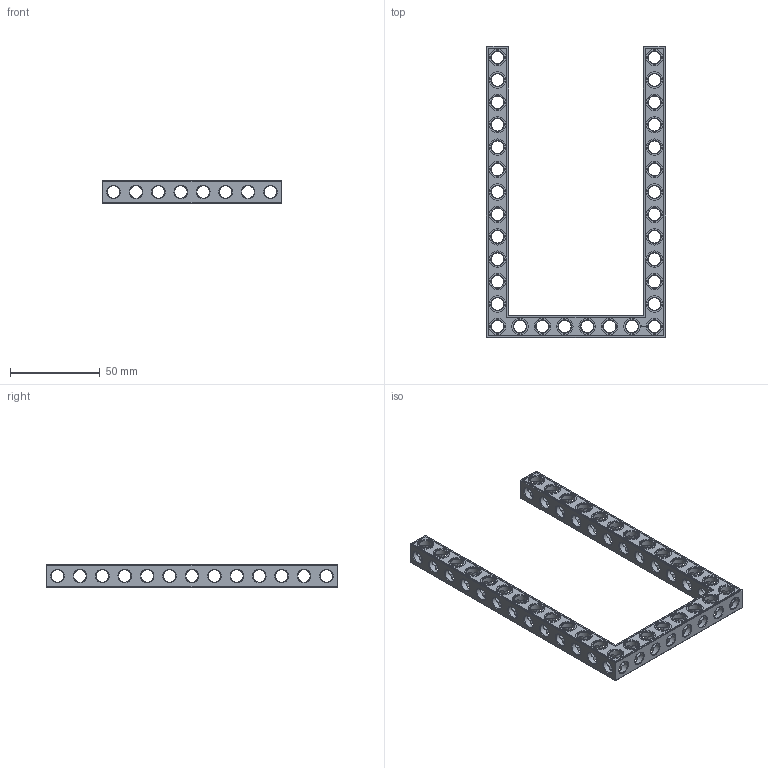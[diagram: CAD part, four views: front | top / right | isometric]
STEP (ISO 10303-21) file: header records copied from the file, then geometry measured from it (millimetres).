
FILE_DESCRIPTION(('FreeCAD Model'),'2;1');
FILE_NAME('Open CASCADE Shape Model','2022-02-23T21:49:33',( 'Paulo Kiefe'),('STEMFIE.org'),'Open CASCADE STEP processor 7.5', 'FreeCAD','Unknown');
FILE_SCHEMA(('AUTOMOTIVE_DESIGN { 1 0 10303 214 1 1 1 1 }'));
Products named in the file (1): Beam AGD ESS USH SYM BU08x13x01 - SPN-BEM-0415 (stemfie.org)
Bounding box: 100 x 162.5 x 12.5 mm (x, y, z)
Volume: 31272.5 mm3; surface area: 27953.7 mm2
Topology: 1 solids, 1 shells, 868 faces, 2616 edges, 1687 vertices
Faces by surface type: plane 419, cylinder 193, cone 130, extrusion 126
Full cylindrical faces by diameter (mm): 6.98 x28, 7 x133, 9.2 x32
Entity records: 189483 total; most frequent: CARTESIAN_POINT 140464, DIRECTION 7994, ORIENTED_EDGE 5232, PCURVE 5232, DEFINITIONAL_REPRESENTATION 5232, VECTOR 5120, LINE 4994, EDGE_CURVE 2616
